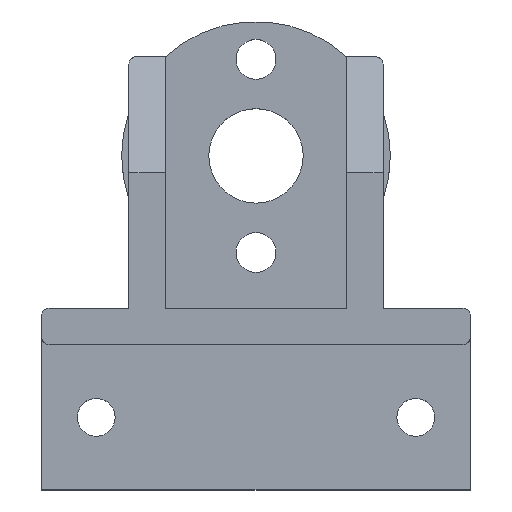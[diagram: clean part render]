
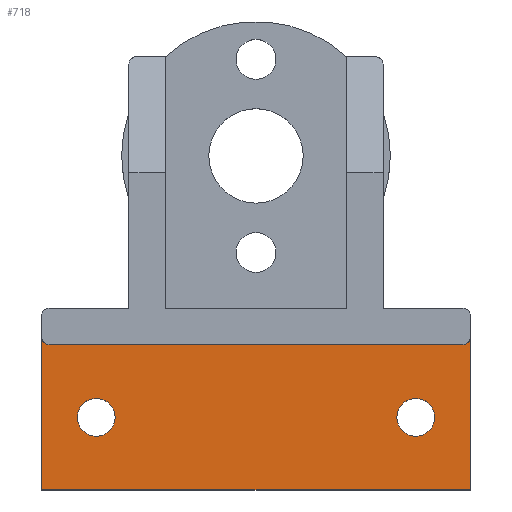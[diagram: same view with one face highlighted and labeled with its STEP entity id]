
A CAD part, top view. The second image highlights one B-rep face of the part: STEP entity #718.
In plain terms, the highlighted planar face has unit normal (0, 0, 1).
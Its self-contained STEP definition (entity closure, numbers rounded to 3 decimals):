
#27=FACE_BOUND('',#150,.T.);
#28=FACE_BOUND('',#151,.T.);
#31=CIRCLE('',#755,1.);
#49=CIRCLE('',#782,1.);
#57=CIRCLE('',#800,2.6);
#58=CIRCLE('',#801,2.6);
#100=FACE_OUTER_BOUND('',#149,.T.);
#149=EDGE_LOOP('',(#610,#611,#612,#613,#614,#615));
#150=EDGE_LOOP('',(#616));
#151=EDGE_LOOP('',(#617));
#185=LINE('',#1078,#254);
#193=LINE('',#1101,#262);
#214=LINE('',#1167,#283);
#224=LINE('',#1202,#293);
#254=VECTOR('',#861,10.);
#262=VECTOR('',#881,10.);
#283=VECTOR('',#944,10.);
#293=VECTOR('',#986,10.);
#322=VERTEX_POINT('',#1071);
#323=VERTEX_POINT('',#1073);
#324=VERTEX_POINT('',#1077);
#333=VERTEX_POINT('',#1099);
#356=VERTEX_POINT('',#1162);
#357=VERTEX_POINT('',#1166);
#367=VERTEX_POINT('',#1203);
#368=VERTEX_POINT('',#1205);
#392=EDGE_CURVE('',#322,#323,#31,.F.);
#394=EDGE_CURVE('',#324,#323,#185,.T.);
#406=EDGE_CURVE('',#322,#333,#193,.T.);
#439=EDGE_CURVE('',#324,#356,#49,.F.);
#441=EDGE_CURVE('',#357,#356,#214,.T.);
#458=EDGE_CURVE('',#333,#357,#224,.T.);
#459=EDGE_CURVE('',#367,#367,#57,.T.);
#460=EDGE_CURVE('',#368,#368,#58,.T.);
#610=ORIENTED_EDGE('',*,*,#394,.T.);
#611=ORIENTED_EDGE('',*,*,#392,.F.);
#612=ORIENTED_EDGE('',*,*,#406,.T.);
#613=ORIENTED_EDGE('',*,*,#458,.T.);
#614=ORIENTED_EDGE('',*,*,#441,.T.);
#615=ORIENTED_EDGE('',*,*,#439,.F.);
#616=ORIENTED_EDGE('',*,*,#459,.T.);
#617=ORIENTED_EDGE('',*,*,#460,.T.);
#689=PLANE('',#799);
#718=ADVANCED_FACE('',(#100,#27,#28),#689,.T.);
#755=AXIS2_PLACEMENT_3D('',#1074,#856,#857);
#782=AXIS2_PLACEMENT_3D('',#1163,#939,#940);
#799=AXIS2_PLACEMENT_3D('',#1201,#984,#985);
#800=AXIS2_PLACEMENT_3D('',#1204,#987,#988);
#801=AXIS2_PLACEMENT_3D('',#1206,#989,#990);
#856=DIRECTION('center_axis',(0.,0.,-1.));
#857=DIRECTION('ref_axis',(-0.707,-0.707,0.));
#861=DIRECTION('',(-1.,0.,0.));
#881=DIRECTION('',(0.,-1.,0.));
#939=DIRECTION('center_axis',(0.,0.,-1.));
#940=DIRECTION('ref_axis',(0.707,-0.707,0.));
#944=DIRECTION('',(0.,1.,0.));
#984=DIRECTION('center_axis',(0.,0.,1.));
#985=DIRECTION('ref_axis',(1.,0.,0.));
#986=DIRECTION('',(1.,0.,0.));
#987=DIRECTION('center_axis',(0.,0.,-1.));
#988=DIRECTION('ref_axis',(1.,0.,0.));
#989=DIRECTION('center_axis',(0.,0.,-1.));
#990=DIRECTION('ref_axis',(1.,0.,0.));
#1071=CARTESIAN_POINT('',(-29.5,-4.,5.));
#1073=CARTESIAN_POINT('',(-28.5,-5.,5.));
#1074=CARTESIAN_POINT('Origin',(-28.5,-4.,5.));
#1077=CARTESIAN_POINT('',(28.5,-5.,5.));
#1078=CARTESIAN_POINT('',(-14.75,-5.,5.));
#1099=CARTESIAN_POINT('',(-29.5,-25.,5.));
#1101=CARTESIAN_POINT('',(-29.5,-25.,5.));
#1162=CARTESIAN_POINT('',(29.5,-4.,5.));
#1163=CARTESIAN_POINT('Origin',(28.5,-4.,5.));
#1166=CARTESIAN_POINT('',(29.5,-25.,5.));
#1167=CARTESIAN_POINT('',(29.5,0.,5.));
#1201=CARTESIAN_POINT('Origin',(0.,7.25,5.));
#1202=CARTESIAN_POINT('',(29.5,-25.,5.));
#1203=CARTESIAN_POINT('',(19.4,-15.,5.));
#1204=CARTESIAN_POINT('Origin',(22.,-15.,5.));
#1205=CARTESIAN_POINT('',(-24.6,-15.,5.));
#1206=CARTESIAN_POINT('Origin',(-22.,-15.,5.));
